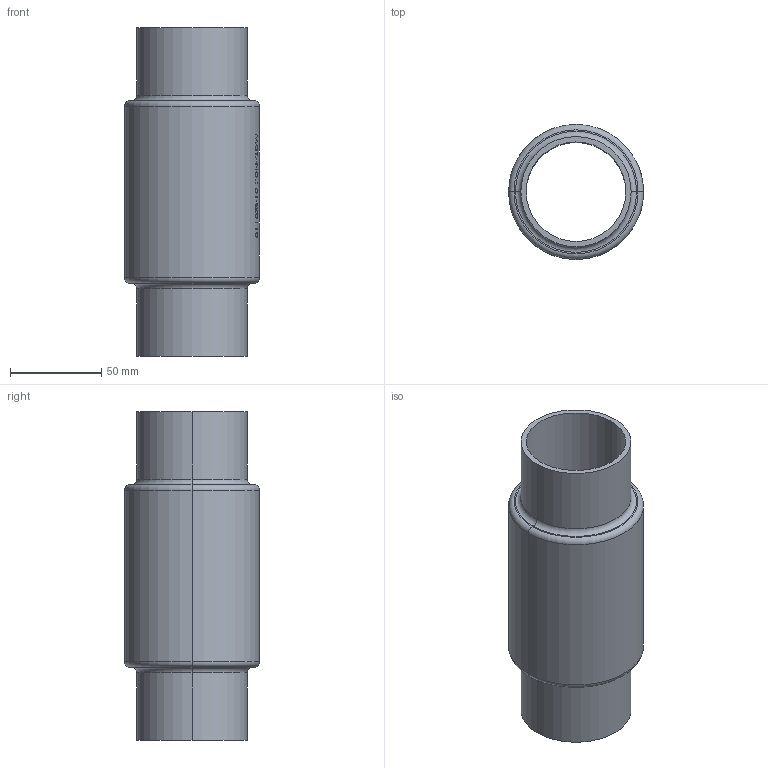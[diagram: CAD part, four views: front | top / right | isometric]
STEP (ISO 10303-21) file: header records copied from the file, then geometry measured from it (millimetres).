
FILE_DESCRIPTION (( 'STEP AP214' ), '1' );
FILE_NAME ('7110000_DN050_ PN10_51420110.STEP', '2022-03-03T11:00:33', ( 'axxx' ), ( 'Hewlett-Packard Company' ), 'SwSTEP 2.0', 'SolidWorks 2019', '' );
FILE_SCHEMA (( 'AUTOMOTIVE_DESIGN' ));
Length unit declared in the file: millimetre
Products named in the file (1): 7110000_DN050_ PN10_51420110
Bounding box: 73.8 x 73.8 x 180 mm (x, y, z)
Volume: 235299 mm3; surface area: 75549.1 mm2
Topology: 1 solids, 1 shells, 490 faces, 1312 edges, 872 vertices
Faces by surface type: plane 238, bspline 205, cylinder 39, torus 8
Entity records: 27602 total; most frequent: CARTESIAN_POINT 16813, ORIENTED_EDGE 2624, DIRECTION 1507, EDGE_CURVE 1312, VERTEX_POINT 872, LINE 713, VECTOR 713, EDGE_LOOP 540
